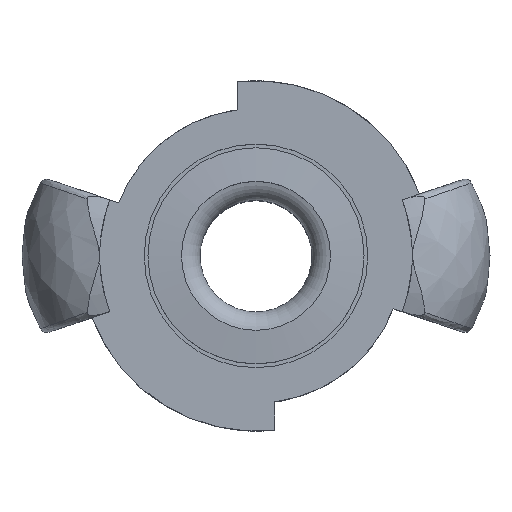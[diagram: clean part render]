
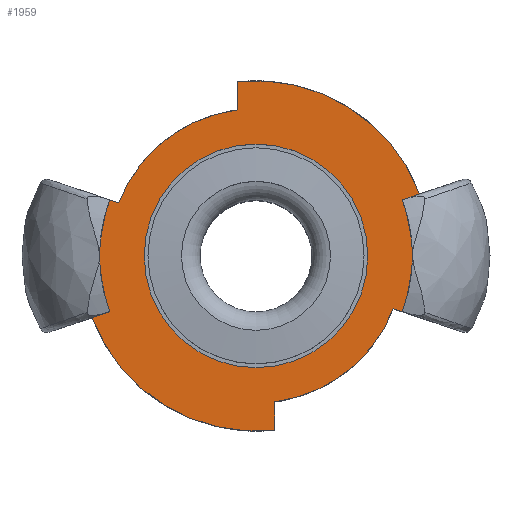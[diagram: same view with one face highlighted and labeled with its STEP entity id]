
A CAD part, top view. The second image highlights one B-rep face of the part: STEP entity #1959.
In plain terms, the highlighted planar face has unit normal (0, 0, 1).
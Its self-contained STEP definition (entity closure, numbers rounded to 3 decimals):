
#152=FACE_BOUND('',#576,.T.);
#216=LINE('',#4076,#313);
#220=LINE('',#4184,#317);
#223=LINE('',#4191,#320);
#228=LINE('',#4200,#325);
#234=LINE('',#4250,#331);
#238=LINE('',#4278,#335);
#313=VECTOR('',#2512,10.);
#317=VECTOR('',#2524,10.);
#320=VECTOR('',#2529,10.);
#325=VECTOR('',#2536,10.);
#331=VECTOR('',#2548,10.);
#335=VECTOR('',#2556,10.);
#383=PLANE('',#2153);
#473=FACE_OUTER_BOUND('',#575,.T.);
#575=EDGE_LOOP('',(#1678,#1679,#1680,#1681,#1682,#1683,#1684,#1685,#1686,
#1687,#1688,#1689));
#576=EDGE_LOOP('',(#1690,#1691));
#653=CIRCLE('',#2110,15.);
#654=CIRCLE('',#2111,15.);
#656=CIRCLE('',#2115,19.75);
#659=CIRCLE('',#2119,19.75);
#665=CIRCLE('',#2137,23.514);
#668=CIRCLE('',#2143,23.497);
#672=CIRCLE('',#2154,25.5);
#673=CIRCLE('',#2155,25.5);
#824=VERTEX_POINT('',#3866);
#825=VERTEX_POINT('',#3867);
#828=VERTEX_POINT('',#3888);
#829=VERTEX_POINT('',#3890);
#835=VERTEX_POINT('',#3938);
#836=VERTEX_POINT('',#3940);
#846=VERTEX_POINT('',#4074);
#852=VERTEX_POINT('',#4182);
#854=VERTEX_POINT('',#4188);
#855=VERTEX_POINT('',#4190);
#857=VERTEX_POINT('',#4196);
#862=VERTEX_POINT('',#4246);
#866=VERTEX_POINT('',#4275);
#867=VERTEX_POINT('',#4277);
#1076=EDGE_CURVE('',#824,#825,#653,.T.);
#1077=EDGE_CURVE('',#825,#824,#654,.T.);
#1083=EDGE_CURVE('',#828,#829,#656,.T.);
#1091=EDGE_CURVE('',#835,#836,#659,.T.);
#1104=EDGE_CURVE('',#846,#828,#216,.T.);
#1113=EDGE_CURVE('',#852,#835,#220,.T.);
#1116=EDGE_CURVE('',#854,#855,#223,.T.);
#1121=EDGE_CURVE('',#857,#836,#228,.T.);
#1129=EDGE_CURVE('',#862,#829,#234,.T.);
#1134=EDGE_CURVE('',#866,#867,#238,.T.);
#1141=EDGE_CURVE('',#854,#857,#665,.T.);
#1144=EDGE_CURVE('',#866,#862,#668,.T.);
#1154=EDGE_CURVE('',#867,#852,#672,.T.);
#1155=EDGE_CURVE('',#855,#846,#673,.T.);
#1678=ORIENTED_EDGE('',*,*,#1141,.T.);
#1679=ORIENTED_EDGE('',*,*,#1121,.T.);
#1680=ORIENTED_EDGE('',*,*,#1091,.F.);
#1681=ORIENTED_EDGE('',*,*,#1113,.F.);
#1682=ORIENTED_EDGE('',*,*,#1154,.F.);
#1683=ORIENTED_EDGE('',*,*,#1134,.F.);
#1684=ORIENTED_EDGE('',*,*,#1144,.T.);
#1685=ORIENTED_EDGE('',*,*,#1129,.T.);
#1686=ORIENTED_EDGE('',*,*,#1083,.F.);
#1687=ORIENTED_EDGE('',*,*,#1104,.F.);
#1688=ORIENTED_EDGE('',*,*,#1155,.F.);
#1689=ORIENTED_EDGE('',*,*,#1116,.F.);
#1690=ORIENTED_EDGE('',*,*,#1076,.T.);
#1691=ORIENTED_EDGE('',*,*,#1077,.T.);
#1959=ADVANCED_FACE('',(#473,#152),#383,.F.);
#2110=AXIS2_PLACEMENT_3D('',#3868,#2476,#2477);
#2111=AXIS2_PLACEMENT_3D('',#3869,#2478,#2479);
#2115=AXIS2_PLACEMENT_3D('',#3891,#2488,#2489);
#2119=AXIS2_PLACEMENT_3D('',#3941,#2499,#2500);
#2137=AXIS2_PLACEMENT_3D('',#4307,#2567,#2568);
#2143=AXIS2_PLACEMENT_3D('',#4313,#2579,#2580);
#2153=AXIS2_PLACEMENT_3D('',#4367,#2603,#2604);
#2154=AXIS2_PLACEMENT_3D('',#4368,#2605,#2606);
#2155=AXIS2_PLACEMENT_3D('',#4369,#2607,#2608);
#2476=DIRECTION('center_axis',(0.,0.,-1.));
#2477=DIRECTION('ref_axis',(0.,-1.,0.));
#2478=DIRECTION('center_axis',(0.,0.,-1.));
#2479=DIRECTION('ref_axis',(0.,-1.,0.));
#2488=DIRECTION('center_axis',(0.,0.,-1.));
#2489=DIRECTION('ref_axis',(-1.,0.,0.));
#2499=DIRECTION('center_axis',(0.,0.,-1.));
#2500=DIRECTION('ref_axis',(-1.,0.,0.));
#2512=DIRECTION('',(0.948,-0.319,0.));
#2524=DIRECTION('',(-0.948,0.319,0.));
#2529=DIRECTION('',(-0.948,-0.319,0.));
#2536=DIRECTION('',(0.,1.,0.));
#2548=DIRECTION('',(0.,-1.,0.));
#2556=DIRECTION('',(0.948,0.319,0.));
#2567=DIRECTION('center_axis',(0.,0.,1.));
#2568=DIRECTION('ref_axis',(-0.936,-0.353,0.));
#2579=DIRECTION('center_axis',(0.,0.,1.));
#2580=DIRECTION('ref_axis',(0.936,0.353,0.));
#2603=DIRECTION('center_axis',(0.,0.,-1.));
#2604=DIRECTION('ref_axis',(-1.,0.,0.));
#2605=DIRECTION('center_axis',(0.,0.,-1.));
#2606=DIRECTION('ref_axis',(0.,-1.,0.));
#2607=DIRECTION('center_axis',(0.,0.,-1.));
#2608=DIRECTION('ref_axis',(0.,-1.,0.));
#3866=CARTESIAN_POINT('',(0.,-15.,0.));
#3867=CARTESIAN_POINT('',(0.,15.,0.));
#3868=CARTESIAN_POINT('Origin',(0.,0.,0.));
#3869=CARTESIAN_POINT('Origin',(0.,0.,0.));
#3888=CARTESIAN_POINT('',(-18.429,7.101,0.));
#3890=CARTESIAN_POINT('',(-2.5,19.591,0.));
#3891=CARTESIAN_POINT('Origin',(0.,0.,0.));
#3938=CARTESIAN_POINT('',(18.429,-7.101,0.));
#3940=CARTESIAN_POINT('',(2.5,-19.591,0.));
#3941=CARTESIAN_POINT('Origin',(0.,0.,0.));
#4074=CARTESIAN_POINT('',(-23.883,8.937,0.));
#4076=CARTESIAN_POINT('',(-12.197,5.002,0.));
#4182=CARTESIAN_POINT('',(23.883,-8.937,0.));
#4184=CARTESIAN_POINT('',(16.054,-6.301,0.));
#4188=CARTESIAN_POINT('',(-22.,-8.303,0.));
#4190=CARTESIAN_POINT('',(-23.883,-8.937,0.));
#4191=CARTESIAN_POINT('',(-11.008,-4.601,0.));
#4196=CARTESIAN_POINT('',(2.5,-23.381,0.));
#4200=CARTESIAN_POINT('',(2.5,0.,0.));
#4246=CARTESIAN_POINT('',(-2.5,23.364,0.));
#4250=CARTESIAN_POINT('',(-2.5,0.,0.));
#4275=CARTESIAN_POINT('',(21.984,8.298,0.));
#4277=CARTESIAN_POINT('',(23.883,8.937,0.));
#4278=CARTESIAN_POINT('',(7.151,3.302,0.));
#4307=CARTESIAN_POINT('Origin',(0.,0.,0.));
#4313=CARTESIAN_POINT('Origin',(0.,0.,0.));
#4367=CARTESIAN_POINT('Origin',(0.,-12.75,0.));
#4368=CARTESIAN_POINT('Origin',(0.,0.,0.));
#4369=CARTESIAN_POINT('Origin',(0.,0.,0.));
